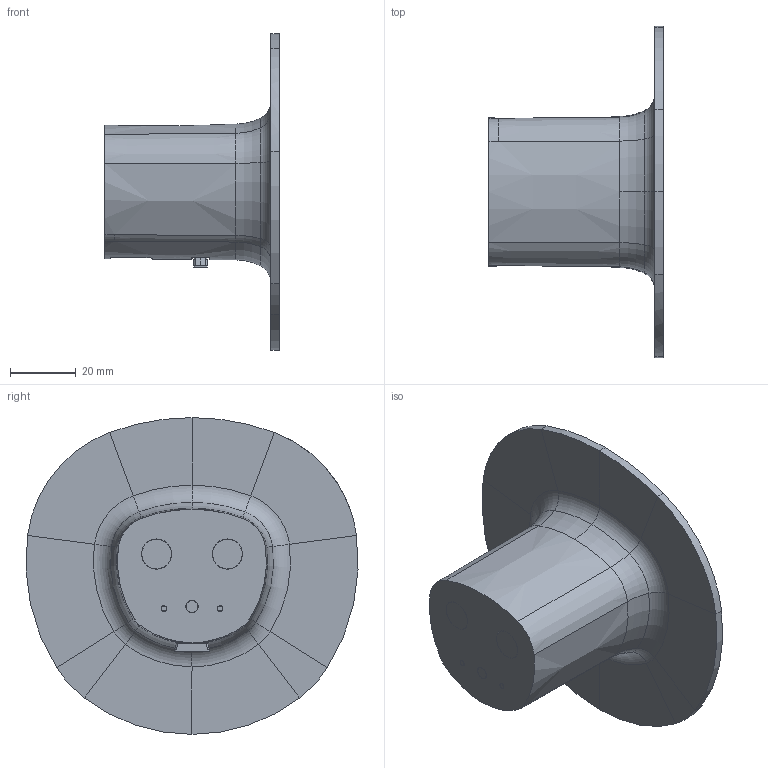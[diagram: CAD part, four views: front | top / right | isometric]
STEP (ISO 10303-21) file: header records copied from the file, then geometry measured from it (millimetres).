
FILE_DESCRIPTION(('CATIA V6 STEP','CAx-IF Rec.Pracs.--- Model Styling and Organization---1.5--- 2016-08-15','CAx-IF Rec.Pracs.---Supplemental Geometry---1.0---2011-11-01','CAx-IF Rec.Pracs.--- Composite Materials ---3.4---2017-06-13','CAx-IF Rec.Pracs.---Tessellated 3D Geometry---1.0---2015-12-17'),'2;1');
FILE_NAME('NACS 1KV INLET.stp','2022-11-03T20:50:51+00:00',('none'),('none'),'3DEXPERIENCE Platform3DEXPERIENCE R2021x HotFix 10','3DEXPERIENCE Platform STEP AP242 v2','none');
FILE_SCHEMA(('AP242_MANAGED_MODEL_BASED_3D_ENGINEERING_MIM_LF {1 0 10303 442 1 1 4}'));
Length unit declared in the file: millimetre
Products named in the file (1): Part Shape 04653781
Bounding box: 52.86 x 100.66 x 96.05 mm (x, y, z)
Volume: 45385.3 mm3; surface area: 36830.4 mm2
Topology: 10 solids, 10 shells, 561 faces, 1311 edges, 730 vertices
Faces by surface type: bspline 133, torus 113, cylinder 104, cone 88, plane 85, sphere 30, revolution 8
Entity records: 21980 total; most frequent: CARTESIAN_POINT 11470, ORIENTED_EDGE 2530, DIRECTION 1386, EDGE_CURVE 1265, AXIS2_PLACEMENT_3D 832, VERTEX_POINT 730, EDGE_LOOP 593, ADVANCED_FACE 561
